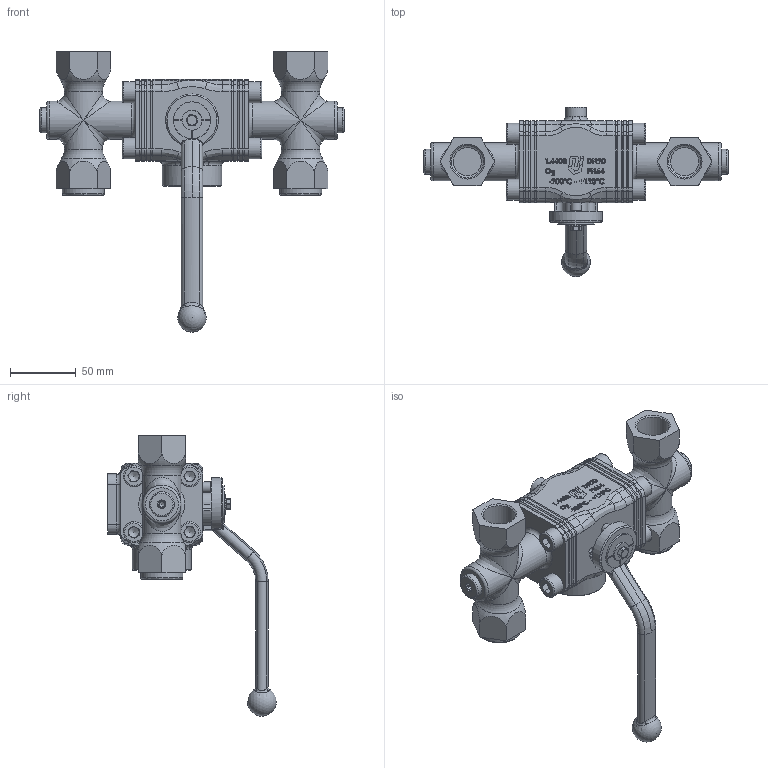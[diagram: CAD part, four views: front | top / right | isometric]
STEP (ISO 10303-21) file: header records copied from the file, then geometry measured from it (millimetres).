
FILE_DESCRIPTION(('HOOPS Exchange Step'),'2;1');
FILE_NAME('GK1600_DN20.stp','2025-12-18T12:56:56+01:00',('nieru'),('Unknown organisation'),'HOOPS Exchange 2024.2','HOOPS Exchange','Unknown authorisation');
FILE_SCHEMA( ('AP203_CONFIGURATION_CONTROLLED_3D_DESIGN_OF_MECHANICAL_PARTS_AND_ASSEMBLIES_MIM_LF') );
Length unit declared in the file: millimetre
Products named in the file (2): 0; root
Assembly tree (1 placements, depth 2):
  root
    0
Bounding box: 231 x 128.2 x 212.97 mm (x, y, z)
Volume: 567083.8 mm3; surface area: 99429.6 mm2
Topology: 1 solids, 9 shells, 1133 faces, 3095 edges, 2079 vertices
Faces by surface type: plane 539, bspline 261, cylinder 204, torus 83, cone 44, sphere 2
Full cylindrical faces by diameter (mm): 4.6 x3, 5 x1, 6.2 x2, 6.9 x1, 8 x1, 8.5 x6, 10 x4, 12.3 x2, 15 x1, 16 x8, 19 x2, 21.5 x2, 24.5 x4, 28 x1, 29 x8, 30.75 x1, 32 x2, 40 x1, 45 x1
Entity records: 57082 total; most frequent: CARTESIAN_POINT 30704, ORIENTED_EDGE 5996, DIRECTION 4502, EDGE_CURVE 2998, VERTEX_POINT 1971, AXIS2_PLACEMENT_3D 1520, VECTOR 1462, LINE 1462
